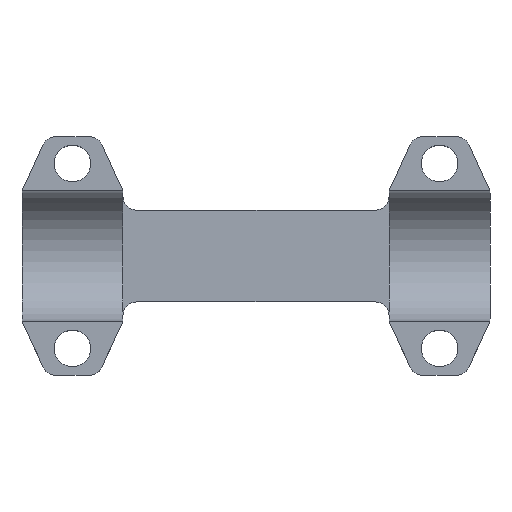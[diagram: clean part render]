
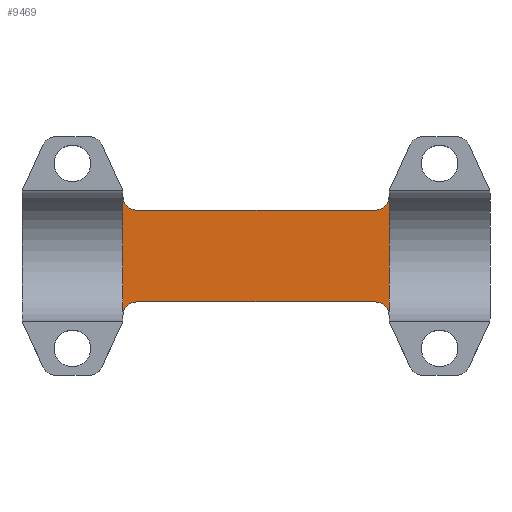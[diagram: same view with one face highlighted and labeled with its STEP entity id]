
A CAD part, top view. The second image highlights one B-rep face of the part: STEP entity #9469.
In plain terms, the highlighted planar face has unit normal (0, 0, 1).
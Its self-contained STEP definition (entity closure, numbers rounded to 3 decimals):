
#110 = CARTESIAN_POINT ( 'NONE',  ( 26., 10., 5. ) ) ;
#201 = VERTEX_POINT ( 'NONE', #110 ) ;
#509 = LINE ( 'NONE', #2384, #5725 ) ;
#602 = AXIS2_PLACEMENT_3D ( 'NONE', #6408, #10797, #2838 ) ;
#722 = EDGE_CURVE ( 'NONE', #2022, #4201, #853, .T. ) ;
#819 = EDGE_CURVE ( 'NONE', #201, #8435, #7121, .T. ) ;
#852 = CARTESIAN_POINT ( 'NONE',  ( 26., -13., 5. ) ) ;
#853 = LINE ( 'NONE', #8001, #7140 ) ;
#1361 = DIRECTION ( 'NONE',  ( -1., 0., 0. ) ) ;
#1488 = CARTESIAN_POINT ( 'NONE',  ( -29., -30., 5. ) ) ;
#1503 = DIRECTION ( 'NONE',  ( 1., 0., 0. ) ) ;
#1962 = AXIS2_PLACEMENT_3D ( 'NONE', #6109, #11367, #9680 ) ;
#2022 = VERTEX_POINT ( 'NONE', #2066 ) ;
#2066 = CARTESIAN_POINT ( 'NONE',  ( 26., -10., 5. ) ) ;
#2384 = CARTESIAN_POINT ( 'NONE',  ( -26., 10., 5. ) ) ;
#2663 = LINE ( 'NONE', #9913, #9601 ) ;
#2719 = ORIENTED_EDGE ( 'NONE', *, *, #4774, .T. ) ;
#2838 = DIRECTION ( 'NONE',  ( -1., 0., 0. ) ) ;
#2977 = VERTEX_POINT ( 'NONE', #11079 ) ;
#3067 = DIRECTION ( 'NONE',  ( 0., 0., 1. ) ) ;
#3180 = CARTESIAN_POINT ( 'NONE',  ( -26., -13., 5. ) ) ;
#3635 = AXIS2_PLACEMENT_3D ( 'NONE', #3180, #3067, #1361 ) ;
#3855 = VERTEX_POINT ( 'NONE', #7996 ) ;
#3934 = CARTESIAN_POINT ( 'NONE',  ( -26., 10., 5. ) ) ;
#4097 = ORIENTED_EDGE ( 'NONE', *, *, #10532, .F. ) ;
#4201 = VERTEX_POINT ( 'NONE', #10878 ) ;
#4525 = EDGE_CURVE ( 'NONE', #2977, #9711, #10899, .T. ) ;
#4610 = AXIS2_PLACEMENT_3D ( 'NONE', #852, #7941, #10739 ) ;
#4774 = EDGE_CURVE ( 'NONE', #4890, #8435, #2663, .T. ) ;
#4801 = ORIENTED_EDGE ( 'NONE', *, *, #4913, .F. ) ;
#4890 = VERTEX_POINT ( 'NONE', #11145 ) ;
#4913 = EDGE_CURVE ( 'NONE', #3855, #2977, #9556, .T. ) ;
#4922 = ORIENTED_EDGE ( 'NONE', *, *, #4525, .F. ) ;
#5060 = FACE_OUTER_BOUND ( 'NONE', #9223, .T. ) ;
#5172 = ORIENTED_EDGE ( 'NONE', *, *, #6379, .F. ) ;
#5302 = VECTOR ( 'NONE', #11365, 1000. ) ;
#5725 = VECTOR ( 'NONE', #1503, 1000. ) ;
#6109 = CARTESIAN_POINT ( 'NONE',  ( -29., -30., 5. ) ) ;
#6245 = ORIENTED_EDGE ( 'NONE', *, *, #722, .F. ) ;
#6305 = DIRECTION ( 'NONE',  ( -1., 0., 0. ) ) ;
#6379 = EDGE_CURVE ( 'NONE', #4201, #3855, #11114, .T. ) ;
#6408 = CARTESIAN_POINT ( 'NONE',  ( 26., 13., 5. ) ) ;
#6846 = CIRCLE ( 'NONE', #4610, 3. ) ;
#7121 = CIRCLE ( 'NONE', #602, 3. ) ;
#7140 = VECTOR ( 'NONE', #10680, 1000. ) ;
#7355 = AXIS2_PLACEMENT_3D ( 'NONE', #8235, #8008, #6305 ) ;
#7621 = ORIENTED_EDGE ( 'NONE', *, *, #10690, .F. ) ;
#7941 = DIRECTION ( 'NONE',  ( 0., 0., 1. ) ) ;
#7996 = CARTESIAN_POINT ( 'NONE',  ( -29., -13., 5. ) ) ;
#8001 = CARTESIAN_POINT ( 'NONE',  ( -26., -10., 5. ) ) ;
#8008 = DIRECTION ( 'NONE',  ( 0., 0., 1. ) ) ;
#8235 = CARTESIAN_POINT ( 'NONE',  ( -26., 13., 5. ) ) ;
#8435 = VERTEX_POINT ( 'NONE', #10213 ) ;
#8767 = ORIENTED_EDGE ( 'NONE', *, *, #819, .F. ) ;
#8986 = DIRECTION ( 'NONE',  ( 0., 1., 0. ) ) ;
#9223 = EDGE_LOOP ( 'NONE', ( #6245, #7621, #2719, #8767, #4097, #4922, #4801, #5172 ) ) ;
#9469 = ADVANCED_FACE ( 'NONE', ( #5060 ), #10554, .F. ) ;
#9556 = LINE ( 'NONE', #1488, #5302 ) ;
#9601 = VECTOR ( 'NONE', #8986, 1000. ) ;
#9680 = DIRECTION ( 'NONE',  ( -1., 0., 0. ) ) ;
#9711 = VERTEX_POINT ( 'NONE', #3934 ) ;
#9913 = CARTESIAN_POINT ( 'NONE',  ( 29., -30., 5. ) ) ;
#10213 = CARTESIAN_POINT ( 'NONE',  ( 29., 13., 5. ) ) ;
#10532 = EDGE_CURVE ( 'NONE', #9711, #201, #509, .T. ) ;
#10554 = PLANE ( 'NONE',  #1962 ) ;
#10680 = DIRECTION ( 'NONE',  ( -1., 0., 0. ) ) ;
#10690 = EDGE_CURVE ( 'NONE', #4890, #2022, #6846, .T. ) ;
#10739 = DIRECTION ( 'NONE',  ( -1., 0., 0. ) ) ;
#10797 = DIRECTION ( 'NONE',  ( 0., 0., 1. ) ) ;
#10878 = CARTESIAN_POINT ( 'NONE',  ( -26., -10., 5. ) ) ;
#10899 = CIRCLE ( 'NONE', #7355, 3. ) ;
#11079 = CARTESIAN_POINT ( 'NONE',  ( -29., 13., 5. ) ) ;
#11114 = CIRCLE ( 'NONE', #3635, 3. ) ;
#11145 = CARTESIAN_POINT ( 'NONE',  ( 29., -13., 5. ) ) ;
#11365 = DIRECTION ( 'NONE',  ( 0., 1., 0. ) ) ;
#11367 = DIRECTION ( 'NONE',  ( 0., 0., -1. ) ) ;
